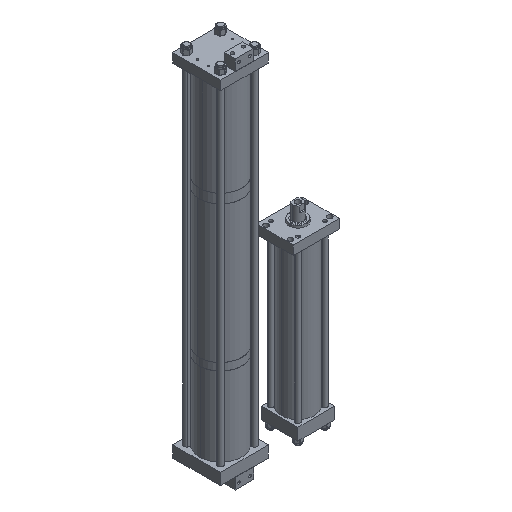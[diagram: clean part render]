
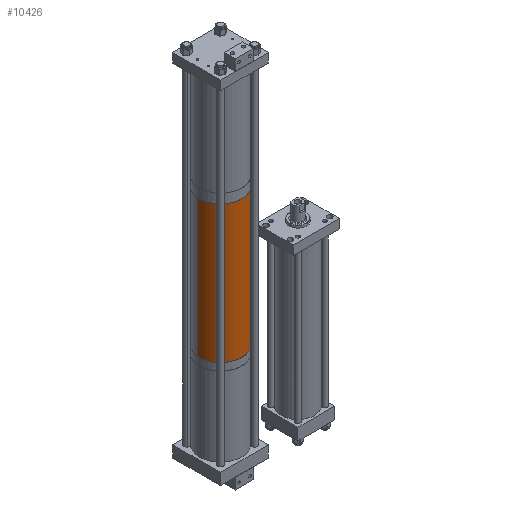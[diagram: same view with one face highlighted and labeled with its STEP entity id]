
A CAD part, isometric view. The second image highlights one B-rep face of the part: STEP entity #10426.
In plain terms, the highlighted cylindrical face has radius 73.025 mm (diameter 146.05 mm), a partial arc.
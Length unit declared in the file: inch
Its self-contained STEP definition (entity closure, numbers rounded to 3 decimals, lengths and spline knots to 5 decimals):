
#108 = EDGE_CURVE ( 'NONE', #3886, #8076, #12497, .T. ) ;
#216 = CARTESIAN_POINT ( 'NONE',  ( 2.875, 0., 18.649 ) ) ;
#414 = CARTESIAN_POINT ( 'NONE',  ( 2.875, 0., 0. ) ) ;
#2753 = AXIS2_PLACEMENT_3D ( 'NONE', #3354, #5165, #14533 ) ;
#2902 = DIRECTION ( 'NONE',  ( 0., 0., -1. ) ) ;
#3354 = CARTESIAN_POINT ( 'NONE',  ( 0., 0., 18.649 ) ) ;
#3886 = VERTEX_POINT ( 'NONE', #12193 ) ;
#5110 = CARTESIAN_POINT ( 'NONE',  ( 0., 0., 18.649 ) ) ;
#5165 = DIRECTION ( 'NONE',  ( 0., 0., 1. ) ) ;
#5204 = VERTEX_POINT ( 'NONE', #12495 ) ;
#6459 = EDGE_LOOP ( 'NONE', ( #16214, #10970, #16476, #9321 ) ) ;
#6586 = DIRECTION ( 'NONE',  ( 1., 0., 0. ) ) ;
#6825 = EDGE_CURVE ( 'NONE', #5204, #15816, #8834, .T. ) ;
#7434 = EDGE_CURVE ( 'NONE', #5204, #3886, #16050, .T. ) ;
#8076 = VERTEX_POINT ( 'NONE', #414 ) ;
#8125 = VECTOR ( 'NONE', #16025, 39.37008 ) ;
#8140 = CARTESIAN_POINT ( 'NONE',  ( 0., 0., 0. ) ) ;
#8555 = CYLINDRICAL_SURFACE ( 'NONE', #14634, 2.875 ) ;
#8834 = CIRCLE ( 'NONE', #2753, 2.875 ) ;
#9051 = DIRECTION ( 'NONE',  ( -1., 0., 0. ) ) ;
#9313 = LINE ( 'NONE', #13329, #8125 ) ;
#9321 = ORIENTED_EDGE ( 'NONE', *, *, #108, .T. ) ;
#9487 = AXIS2_PLACEMENT_3D ( 'NONE', #8140, #15560, #6586 ) ;
#10426 = ADVANCED_FACE ( 'NONE', ( #14738 ), #8555, .T. ) ;
#10970 = ORIENTED_EDGE ( 'NONE', *, *, #6825, .F. ) ;
#11977 = CARTESIAN_POINT ( 'NONE',  ( -2.875, 0., 18.649 ) ) ;
#12031 = EDGE_CURVE ( 'NONE', #15816, #8076, #9313, .T. ) ;
#12193 = CARTESIAN_POINT ( 'NONE',  ( -2.875, 0., 0. ) ) ;
#12495 = CARTESIAN_POINT ( 'NONE',  ( -2.875, 0., 18.649 ) ) ;
#12497 = CIRCLE ( 'NONE', #9487, 2.875 ) ;
#12836 = VECTOR ( 'NONE', #2902, 39.37008 ) ;
#13329 = CARTESIAN_POINT ( 'NONE',  ( 2.875, 0., 18.649 ) ) ;
#14030 = DIRECTION ( 'NONE',  ( 0., 0., -1. ) ) ;
#14533 = DIRECTION ( 'NONE',  ( 1., 0., 0. ) ) ;
#14634 = AXIS2_PLACEMENT_3D ( 'NONE', #5110, #14030, #9051 ) ;
#14738 = FACE_OUTER_BOUND ( 'NONE', #6459, .T. ) ;
#15560 = DIRECTION ( 'NONE',  ( 0., 0., 1. ) ) ;
#15816 = VERTEX_POINT ( 'NONE', #216 ) ;
#16025 = DIRECTION ( 'NONE',  ( 0., 0., -1. ) ) ;
#16050 = LINE ( 'NONE', #11977, #12836 ) ;
#16214 = ORIENTED_EDGE ( 'NONE', *, *, #12031, .F. ) ;
#16476 = ORIENTED_EDGE ( 'NONE', *, *, #7434, .T. ) ;
